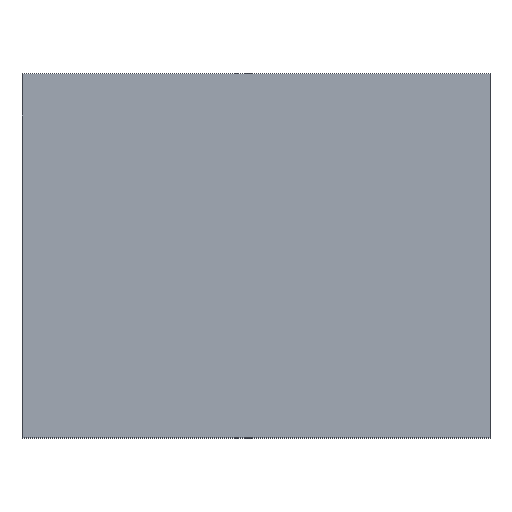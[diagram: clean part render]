
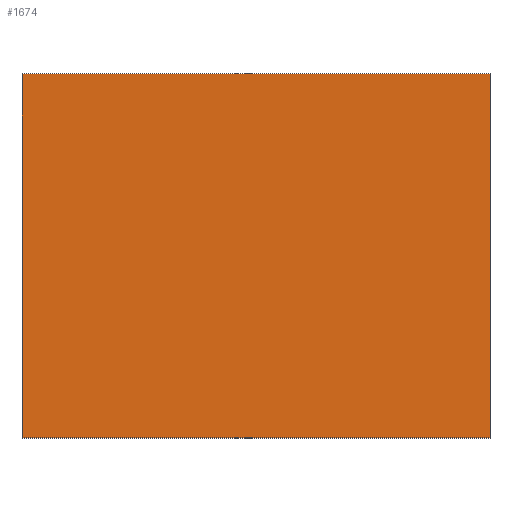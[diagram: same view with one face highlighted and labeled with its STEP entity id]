
A CAD part, top view. The second image highlights one B-rep face of the part: STEP entity #1674.
In plain terms, the highlighted planar face has unit normal (0, 0, 1).
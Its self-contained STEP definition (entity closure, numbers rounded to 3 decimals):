
#136=LINE('',#35684,#210);
#141=LINE('',#35694,#215);
#144=LINE('',#35699,#218);
#145=LINE('',#35701,#219);
#210=VECTOR('',#1985,10.);
#215=VECTOR('',#1994,10.);
#218=VECTOR('',#1999,10.);
#219=VECTOR('',#2002,10.);
#233=PLANE('',#1769);
#338=FACE_OUTER_BOUND('',#449,.T.);
#449=EDGE_LOOP('',(#1497,#1498,#1499,#1500));
#749=VERTEX_POINT('',#35681);
#750=VERTEX_POINT('',#35683);
#753=VERTEX_POINT('',#35693);
#754=VERTEX_POINT('',#35697);
#995=EDGE_CURVE('',#749,#750,#136,.T.);
#1000=EDGE_CURVE('',#750,#753,#141,.T.);
#1003=EDGE_CURVE('',#754,#749,#144,.T.);
#1004=EDGE_CURVE('',#753,#754,#145,.T.);
#1497=ORIENTED_EDGE('',*,*,#1004,.F.);
#1498=ORIENTED_EDGE('',*,*,#1000,.F.);
#1499=ORIENTED_EDGE('',*,*,#995,.F.);
#1500=ORIENTED_EDGE('',*,*,#1003,.F.);
#1674=ADVANCED_FACE('',(#338),#233,.T.);
#1769=AXIS2_PLACEMENT_3D('',#35700,#2000,#2001);
#1985=DIRECTION('',(0.,-1.,0.));
#1994=DIRECTION('',(-1.,0.,0.));
#1999=DIRECTION('',(1.,0.,0.));
#2000=DIRECTION('center_axis',(0.,0.,1.));
#2001=DIRECTION('ref_axis',(1.,0.,0.));
#2002=DIRECTION('',(0.,1.,0.));
#35681=CARTESIAN_POINT('',(10.,7.,3.));
#35683=CARTESIAN_POINT('',(10.,-7.,3.));
#35684=CARTESIAN_POINT('',(10.,7.,3.));
#35693=CARTESIAN_POINT('',(-8.,-7.,3.));
#35694=CARTESIAN_POINT('',(10.,-7.,3.));
#35697=CARTESIAN_POINT('',(-8.,7.,3.));
#35699=CARTESIAN_POINT('',(-8.,7.,3.));
#35700=CARTESIAN_POINT('Origin',(-8.,0.,3.));
#35701=CARTESIAN_POINT('',(-8.,-7.,3.));
